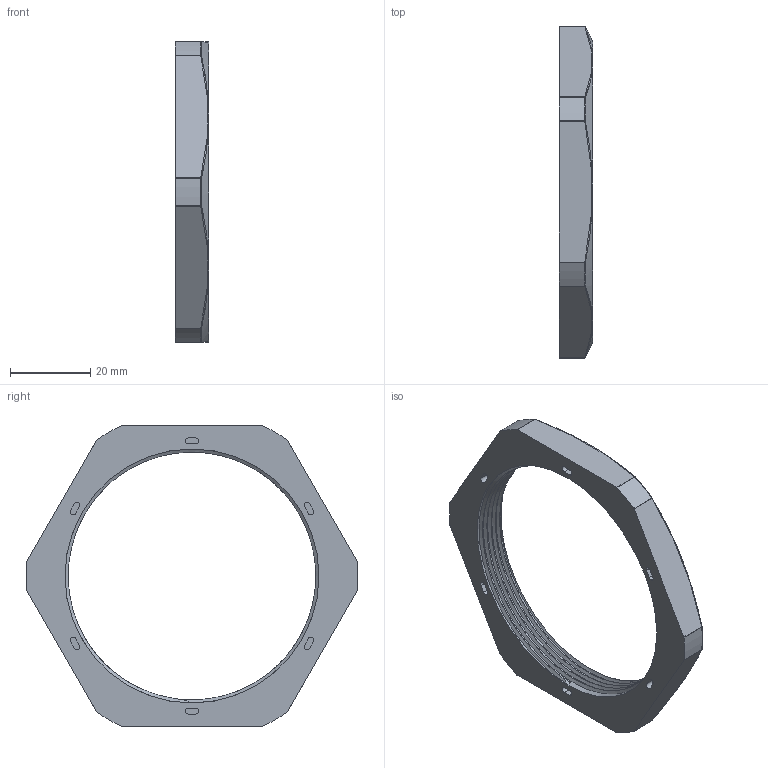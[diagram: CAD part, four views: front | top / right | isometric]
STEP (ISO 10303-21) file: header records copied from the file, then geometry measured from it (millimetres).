
FILE_DESCRIPTION(/* description */ ('Gegenmutter M 63x1,5'),/* implementation_level */ '2;1');
FILE_NAME(/* name */ '11006563-RST.stp',/* time_stamp */ '2020-04-23T15:52:08+02:00',/* author */ ('sl'),/* organization */ (''),/* preprocessor_version */ 'ST-DEVELOPER v16.5',/* originating_system */ 'Autodesk Inventor 2017',/* authorisation */ '');
FILE_SCHEMA (('AUTOMOTIVE_DESIGN { 1 0 10303 214 3 1 1 }'));
Length unit declared in the file: millimetre
Products named in the file (1): 11006563
Bounding box: 8.26 x 82.84 x 75 mm (x, y, z)
Volume: 13905.1 mm3; surface area: 7885 mm2
Topology: 1 solids, 1 shells, 96 faces, 228 edges, 140 vertices
Faces by surface type: cylinder 38, plane 26, sphere 12, bspline 8, torus 6, cone 6
Full cylindrical faces by diameter (mm): 63.372 x5
Entity records: 3913 total; most frequent: CARTESIAN_POINT 1815, DIRECTION 446, ORIENTED_EDGE 422, EDGE_CURVE 211, AXIS2_PLACEMENT_3D 183, VERTEX_POINT 129, EDGE_LOOP 100, CIRCLE 99
